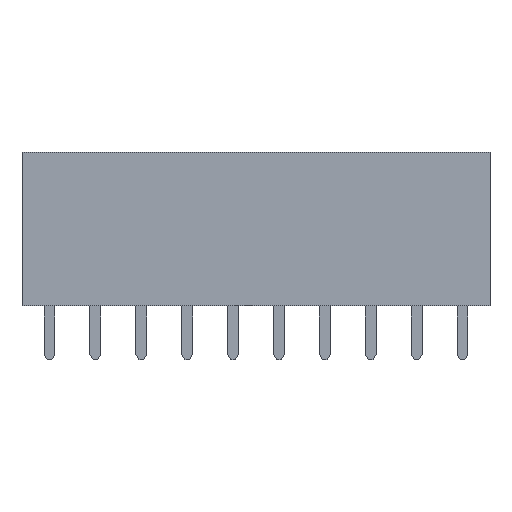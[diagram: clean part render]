
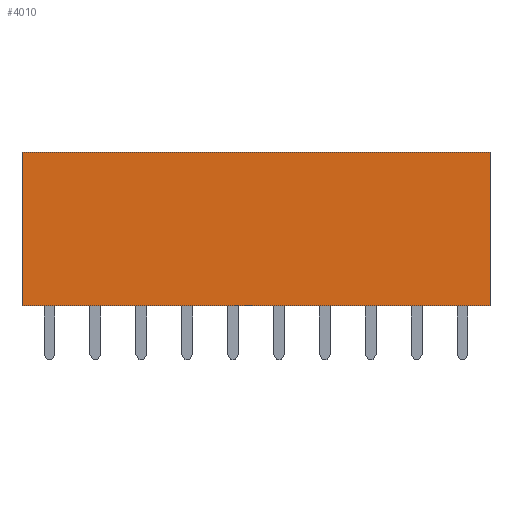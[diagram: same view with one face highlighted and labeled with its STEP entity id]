
A CAD part, top view. The second image highlights one B-rep face of the part: STEP entity #4010.
In plain terms, the highlighted planar face has unit normal (0, 0, 1).
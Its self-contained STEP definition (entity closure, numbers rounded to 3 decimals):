
#386 = EDGE_LOOP ( 'NONE', ( #534, #1984, #1107, #3711 ) ) ;
#534 = ORIENTED_EDGE ( 'NONE', *, *, #4184, .T. ) ;
#538 = VERTEX_POINT ( 'NONE', #2695 ) ;
#655 = VECTOR ( 'NONE', #5463, 1000. ) ;
#657 = CARTESIAN_POINT ( 'NONE',  ( -12.95, 8.5, 1.25 ) ) ;
#899 = EDGE_CURVE ( 'NONE', #2242, #538, #5572, .T. ) ;
#1107 = ORIENTED_EDGE ( 'NONE', *, *, #2105, .F. ) ;
#1211 = CARTESIAN_POINT ( 'NONE',  ( -12.95, 8.5, 1.25 ) ) ;
#1519 = CARTESIAN_POINT ( 'NONE',  ( 12.95, 8.5, 1.25 ) ) ;
#1569 = DIRECTION ( 'NONE',  ( -1., 0., 0. ) ) ;
#1873 = LINE ( 'NONE', #1519, #3609 ) ;
#1960 = CARTESIAN_POINT ( 'NONE',  ( 12.95, 0., 1.25 ) ) ;
#1984 = ORIENTED_EDGE ( 'NONE', *, *, #3647, .F. ) ;
#2067 = VECTOR ( 'NONE', #3765, 1000. ) ;
#2105 = EDGE_CURVE ( 'NONE', #2242, #3262, #5737, .T. ) ;
#2242 = VERTEX_POINT ( 'NONE', #657 ) ;
#2498 = VERTEX_POINT ( 'NONE', #1960 ) ;
#2593 = FACE_OUTER_BOUND ( 'NONE', #386, .T. ) ;
#2695 = CARTESIAN_POINT ( 'NONE',  ( -12.95, 0., 1.25 ) ) ;
#3262 = VERTEX_POINT ( 'NONE', #5933 ) ;
#3339 = DIRECTION ( 'NONE',  ( 0., -1., 0. ) ) ;
#3609 = VECTOR ( 'NONE', #3339, 1000. ) ;
#3620 = LINE ( 'NONE', #4914, #655 ) ;
#3647 = EDGE_CURVE ( 'NONE', #3262, #2498, #1873, .T. ) ;
#3711 = ORIENTED_EDGE ( 'NONE', *, *, #899, .T. ) ;
#3765 = DIRECTION ( 'NONE',  ( 0., -1., 0. ) ) ;
#3803 = AXIS2_PLACEMENT_3D ( 'NONE', #1211, #4344, #1569 ) ;
#3978 = VECTOR ( 'NONE', #5330, 1000. ) ;
#4010 = ADVANCED_FACE ( 'NONE', ( #2593 ), #5325, .F. ) ;
#4184 = EDGE_CURVE ( 'NONE', #538, #2498, #3620, .T. ) ;
#4344 = DIRECTION ( 'NONE',  ( 0., 0., -1. ) ) ;
#4836 = CARTESIAN_POINT ( 'NONE',  ( -12.95, 8.5, 1.25 ) ) ;
#4914 = CARTESIAN_POINT ( 'NONE',  ( -12.95, 0., 1.25 ) ) ;
#5157 = CARTESIAN_POINT ( 'NONE',  ( -12.95, 8.5, 1.25 ) ) ;
#5325 = PLANE ( 'NONE',  #3803 ) ;
#5330 = DIRECTION ( 'NONE',  ( 1., 0., 0. ) ) ;
#5463 = DIRECTION ( 'NONE',  ( 1., 0., 0. ) ) ;
#5572 = LINE ( 'NONE', #5157, #2067 ) ;
#5737 = LINE ( 'NONE', #4836, #3978 ) ;
#5933 = CARTESIAN_POINT ( 'NONE',  ( 12.95, 8.5, 1.25 ) ) ;
